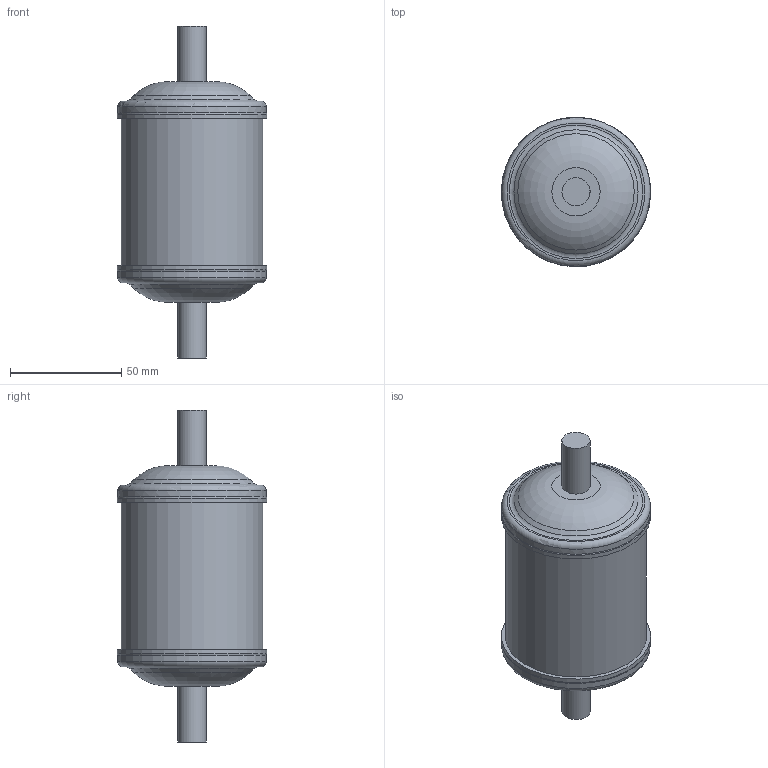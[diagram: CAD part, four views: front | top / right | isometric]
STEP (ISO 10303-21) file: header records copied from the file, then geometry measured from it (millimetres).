
FILE_DESCRIPTION(('TFLEX Exchange Step'),'2;1');
FILE_NAME('023B7113R - DFL 083s TW.stp', '2023-06-13T10:27:18+03:00',('RUCO2978'),('Unknown organisation'),'TFLEX Exchange 2022.1','T-FLEX CAD','Unknown authorisation');
FILE_SCHEMA( ('AP242_MANAGED_MODEL_BASED_3D_ENGINEERING_MIM_LF {1 0 10303 442 1 1 4 }') );
Length unit declared in the file: millimetre
Products named in the file (1): Nodes
Bounding box: 67 x 67 x 149 mm (x, y, z)
Volume: 299547.9 mm3; surface area: 26450.9 mm2
Topology: 1 solids, 1 shells, 27 faces, 73 edges, 56 vertices
Faces by surface type: torus 8, plane 8, cylinder 7, sphere 2, cone 2
Full cylindrical faces by diameter (mm): 12.6 x2, 63.5 x1, 66.7 x2, 67 x2
Entity records: 1404 total; most frequent: CARTESIAN_POINT 620, DIRECTION 171, ORIENTED_EDGE 146, AXIS2_PLACEMENT_3D 81, EDGE_CURVE 73, VERTEX_POINT 56, CIRCLE 52, EDGE_LOOP 35
